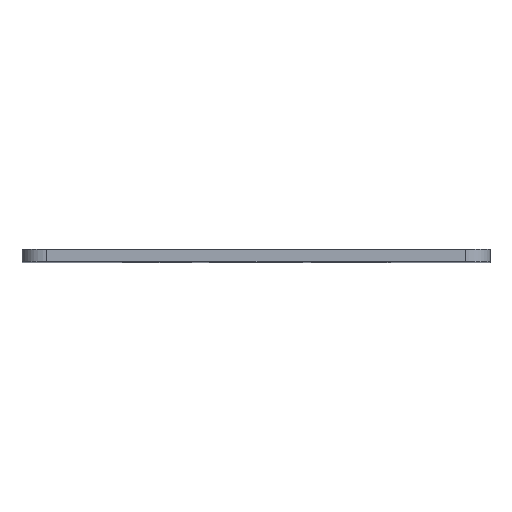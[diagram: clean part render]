
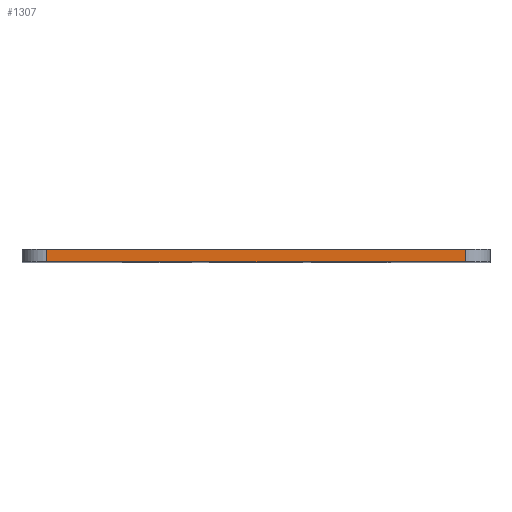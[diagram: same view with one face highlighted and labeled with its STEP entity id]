
A CAD part, top view. The second image highlights one B-rep face of the part: STEP entity #1307.
In plain terms, the highlighted planar face has unit normal (0, 0, 1).
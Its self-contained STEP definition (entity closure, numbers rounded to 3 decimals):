
#41=PLANE('',#1454);
#79=FACE_OUTER_BOUND('',#168,.T.);
#168=EDGE_LOOP('',(#1030,#1031,#1032,#1033));
#228=LINE('',#1922,#357);
#260=LINE('',#2049,#389);
#292=LINE('',#2176,#421);
#298=LINE('',#2186,#427);
#357=VECTOR('',#1526,10.);
#389=VECTOR('',#1622,10.);
#421=VECTOR('',#1720,10.);
#427=VECTOR('',#1734,10.);
#553=VERTEX_POINT('',#1918);
#555=VERTEX_POINT('',#1921);
#617=VERTEX_POINT('',#2047);
#618=VERTEX_POINT('',#2048);
#685=EDGE_CURVE('',#553,#555,#228,.T.);
#748=EDGE_CURVE('',#617,#618,#260,.T.);
#812=EDGE_CURVE('',#618,#553,#292,.T.);
#818=EDGE_CURVE('',#555,#617,#298,.T.);
#1030=ORIENTED_EDGE('',*,*,#812,.F.);
#1031=ORIENTED_EDGE('',*,*,#748,.F.);
#1032=ORIENTED_EDGE('',*,*,#818,.F.);
#1033=ORIENTED_EDGE('',*,*,#685,.F.);
#1307=ADVANCED_FACE('',(#79),#41,.T.);
#1454=AXIS2_PLACEMENT_3D('',#2187,#1735,#1736);
#1526=DIRECTION('',(-1.,0.,0.));
#1622=DIRECTION('',(1.,0.,0.));
#1720=DIRECTION('',(0.,-1.,0.));
#1734=DIRECTION('',(0.,1.,0.));
#1735=DIRECTION('center_axis',(0.,0.,1.));
#1736=DIRECTION('ref_axis',(1.,0.,0.));
#1918=CARTESIAN_POINT('',(149.5,-1.5,60.1));
#1921=CARTESIAN_POINT('',(65.4,-1.5,60.1));
#1922=CARTESIAN_POINT('',(154.5,-1.5,60.1));
#2047=CARTESIAN_POINT('',(65.4,1.,60.1));
#2048=CARTESIAN_POINT('',(149.5,1.,60.1));
#2049=CARTESIAN_POINT('',(65.4,1.,60.1));
#2176=CARTESIAN_POINT('',(149.5,-1.5,60.1));
#2186=CARTESIAN_POINT('',(65.4,-1.5,60.1));
#2187=CARTESIAN_POINT('Origin',(60.4,-1.5,60.1));
